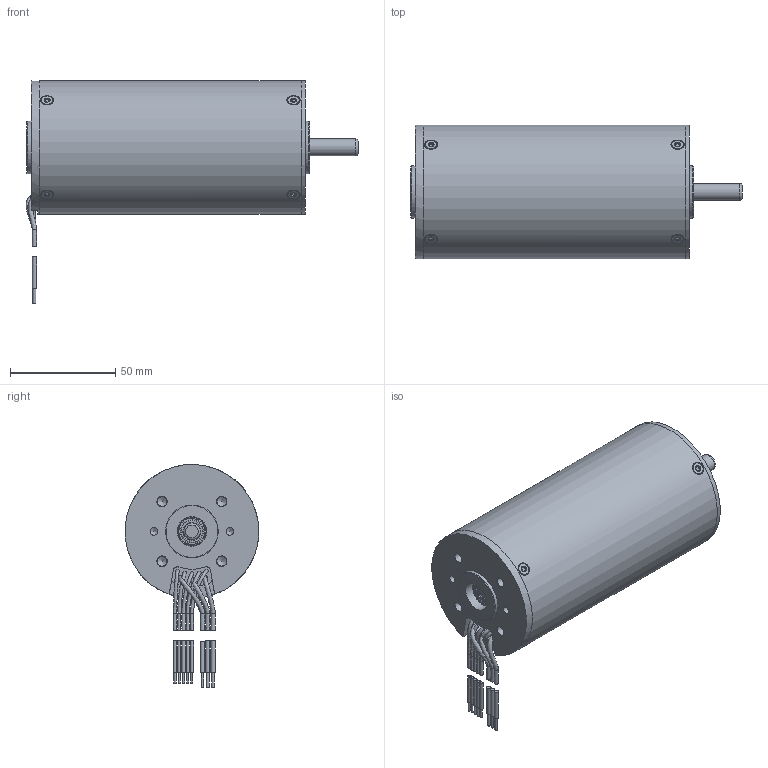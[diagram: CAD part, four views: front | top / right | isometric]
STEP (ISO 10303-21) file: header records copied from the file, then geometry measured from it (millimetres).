
FILE_DESCRIPTION(/* description */ (''),/* implementation_level */ '2;1');
FILE_NAME(/* name */ 'ECM63x60.stp',/* time_stamp */ '2014-02-19T14:17:06+01:00',/* author */ ('Ost'),/* organization */ ('KAG'),/* preprocessor_version */ 'ST-DEVELOPER v11',/* originating_system */ 'SIEMENS UGS NX 6.0',/* authorisation */ 'ZulÃ¤ssig');
FILE_SCHEMA (('AUTOMOTIVE_DESIGN { 1 0 10303 214 1 1 1 1 }'));
Bounding box: 157.46 x 63.41 x 105.71 mm (x, y, z)
Volume: 127643.8 mm3; surface area: 80707.5 mm2
Topology: 40 solids, 41 shells, 599 faces, 1380 edges, 877 vertices
Faces by surface type: cylinder 226, plane 210, cone 103, bspline 46, torus 14
Full cylindrical faces by diameter (mm): 1 x5, 1.3 x3, 1.6 x5, 1.7 x5, 2.05 x2, 2.1 x4, 2.7 x8, 2.8 x8, 3 x11, 3.2 x8, 3.6 x2, 4.6 x8, 5.5 x8, 8 x3, 10.25 x4, 10.877 x2, 13.8 x4, 14 x3, 17.706 x2, 21.8 x1, 22 x3, 23 x1, 25 x2, 55.7 x2, 58 x1, 58.2 x8, 63.5 x3
Entity records: 36743 total; most frequent: CRTPNT 24823, DRCTN 2510, ORNEDG 1908, A2PL3D 1199, EDGLP 961, EDGCRV 954, VRTPNT 756, FCBND 715
